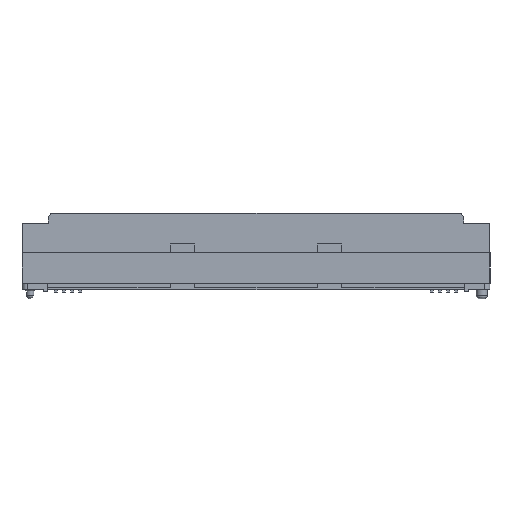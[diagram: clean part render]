
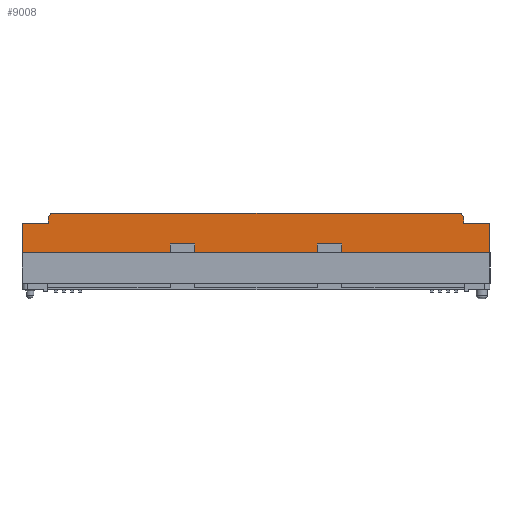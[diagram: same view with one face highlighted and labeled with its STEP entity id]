
A CAD part, front view. The second image highlights one B-rep face of the part: STEP entity #9008.
In plain terms, the highlighted planar face has unit normal (0, -1, 0).
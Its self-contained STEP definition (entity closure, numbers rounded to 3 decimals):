
#643=FACE_OUTER_BOUND($,#1177,.T.);
#1177=EDGE_LOOP($,(#7863,#7864,#7865,#7866,#7867,#7868,#7869,#7870,#7871,
#7872,#7873,#7874,#7875,#7876,#7877,#7878,#7879,#7880));
#2129=LINE($,#13992,#3306);
#2133=LINE($,#14001,#3310);
#2138=LINE($,#14011,#3315);
#2163=LINE($,#14064,#3340);
#2177=LINE($,#14092,#3354);
#2202=LINE($,#14149,#3379);
#2219=LINE($,#14191,#3396);
#2221=LINE($,#14195,#3398);
#2227=LINE($,#14206,#3404);
#2229=LINE($,#14211,#3406);
#2242=LINE($,#14243,#3419);
#2322=LINE($,#14444,#3499);
#2323=LINE($,#14448,#3500);
#2324=LINE($,#14449,#3501);
#2325=LINE($,#14451,#3502);
#2326=LINE($,#14452,#3503);
#2327=LINE($,#14453,#3504);
#2328=LINE($,#14454,#3505);
#3306=VECTOR($,#11451,2.4);
#3310=VECTOR($,#11457,2.4);
#3315=VECTOR($,#11464,0.85);
#3340=VECTOR($,#11509,40.15);
#3354=VECTOR($,#11531,2.88);
#3379=VECTOR($,#11580,2.575);
#3396=VECTOR($,#11625,0.537);
#3398=VECTOR($,#11629,0.5);
#3404=VECTOR($,#11639,0.5);
#3406=VECTOR($,#11643,0.537);
#3419=VECTOR($,#11666,2.575);
#3499=VECTOR($,#11886,0.85);
#3500=VECTOR($,#11889,14.5);
#3501=VECTOR($,#11890,0.85);
#3502=VECTOR($,#11891,0.85);
#3503=VECTOR($,#11892,12.);
#3504=VECTOR($,#11893,14.5);
#3505=VECTOR($,#11894,2.88);
#4171=VERTEX_POINT($,#13990);
#4172=VERTEX_POINT($,#13991);
#4175=VERTEX_POINT($,#13999);
#4176=VERTEX_POINT($,#14000);
#4180=VERTEX_POINT($,#14009);
#4197=VERTEX_POINT($,#14061);
#4198=VERTEX_POINT($,#14063);
#4207=VERTEX_POINT($,#14088);
#4208=VERTEX_POINT($,#14090);
#4228=VERTEX_POINT($,#14147);
#4239=VERTEX_POINT($,#14189);
#4243=VERTEX_POINT($,#14204);
#4245=VERTEX_POINT($,#14209);
#4259=VERTEX_POINT($,#14241);
#4310=VERTEX_POINT($,#14442);
#4311=VERTEX_POINT($,#14446);
#4312=VERTEX_POINT($,#14447);
#4313=VERTEX_POINT($,#14450);
#5286=EDGE_CURVE($,#4171,#4172,#2129,.T.);
#5290=EDGE_CURVE($,#4175,#4176,#2133,.T.);
#5295=EDGE_CURVE($,#4176,#4180,#2138,.T.);
#5320=EDGE_CURVE($,#4197,#4198,#2163,.T.);
#5334=EDGE_CURVE($,#4208,#4207,#2177,.T.);
#5363=EDGE_CURVE($,#4228,#4208,#2202,.T.);
#5384=EDGE_CURVE($,#4239,#4228,#2219,.T.);
#5386=EDGE_CURVE($,#4239,#4198,#2221,.T.);
#5392=EDGE_CURVE($,#4197,#4243,#2227,.T.);
#5394=EDGE_CURVE($,#4245,#4243,#2229,.T.);
#5411=EDGE_CURVE($,#4259,#4245,#2242,.T.);
#5511=EDGE_CURVE($,#4310,#4175,#2322,.T.);
#5512=EDGE_CURVE($,#4311,#4312,#2323,.T.);
#5513=EDGE_CURVE($,#4312,#4171,#2324,.T.);
#5514=EDGE_CURVE($,#4172,#4313,#2325,.T.);
#5515=EDGE_CURVE($,#4313,#4310,#2326,.T.);
#5516=EDGE_CURVE($,#4180,#4207,#2327,.T.);
#5517=EDGE_CURVE($,#4311,#4259,#2328,.T.);
#7863=ORIENTED_EDGE($,*,*,#5512,.T.);
#7864=ORIENTED_EDGE($,*,*,#5513,.T.);
#7865=ORIENTED_EDGE($,*,*,#5286,.T.);
#7866=ORIENTED_EDGE($,*,*,#5514,.T.);
#7867=ORIENTED_EDGE($,*,*,#5515,.T.);
#7868=ORIENTED_EDGE($,*,*,#5511,.T.);
#7869=ORIENTED_EDGE($,*,*,#5290,.T.);
#7870=ORIENTED_EDGE($,*,*,#5295,.T.);
#7871=ORIENTED_EDGE($,*,*,#5516,.T.);
#7872=ORIENTED_EDGE($,*,*,#5334,.F.);
#7873=ORIENTED_EDGE($,*,*,#5363,.F.);
#7874=ORIENTED_EDGE($,*,*,#5384,.F.);
#7875=ORIENTED_EDGE($,*,*,#5386,.T.);
#7876=ORIENTED_EDGE($,*,*,#5320,.F.);
#7877=ORIENTED_EDGE($,*,*,#5392,.T.);
#7878=ORIENTED_EDGE($,*,*,#5394,.F.);
#7879=ORIENTED_EDGE($,*,*,#5411,.F.);
#7880=ORIENTED_EDGE($,*,*,#5517,.F.);
#8485=PLANE($,#9651);
#9008=ADVANCED_FACE($,(#643),#8485,.T.);
#9651=AXIS2_PLACEMENT_3D($,#14445,#11887,#11888);
#11451=DIRECTION($,(1.,0.,0.));
#11457=DIRECTION($,(1.,0.,0.));
#11464=DIRECTION($,(0.,0.,-1.));
#11509=DIRECTION($,(1.,0.,0.));
#11531=DIRECTION($,(0.,0.,-1.));
#11580=DIRECTION($,(1.,0.,0.));
#11625=DIRECTION($,(0.,0.,-1.));
#11629=DIRECTION($,(-0.5,0.,0.866));
#11639=DIRECTION($,(-0.5,0.,-0.866));
#11643=DIRECTION($,(0.,0.,1.));
#11666=DIRECTION($,(1.,0.,0.));
#11886=DIRECTION($,(0.,0.,1.));
#11887=DIRECTION('center_axis',(0.,-1.,0.));
#11888=DIRECTION('ref_axis',(1.,0.,0.));
#11889=DIRECTION($,(1.,0.,0.));
#11890=DIRECTION($,(0.,0.,1.));
#11891=DIRECTION($,(0.,0.,-1.));
#11892=DIRECTION($,(1.,0.,0.));
#11893=DIRECTION($,(1.,0.,0.));
#11894=DIRECTION($,(0.,0.,1.));
#13990=CARTESIAN_POINT('',(-8.4,-2.5,4.7));
#13991=CARTESIAN_POINT('',(-6.,-2.5,4.7));
#13992=CARTESIAN_POINT($,(-8.4,-2.5,4.7));
#13999=CARTESIAN_POINT('',(6.,-2.5,4.7));
#14000=CARTESIAN_POINT('',(8.4,-2.5,4.7));
#14001=CARTESIAN_POINT($,(6.,-2.5,4.7));
#14009=CARTESIAN_POINT('',(8.4,-2.5,3.85));
#14011=CARTESIAN_POINT($,(8.4,-2.5,4.7));
#14061=CARTESIAN_POINT('',(-20.075,-2.5,7.7));
#14063=CARTESIAN_POINT('',(20.075,-2.5,7.7));
#14064=CARTESIAN_POINT($,(-20.075,-2.5,7.7));
#14088=CARTESIAN_POINT('',(22.9,-2.5,3.85));
#14090=CARTESIAN_POINT('',(22.9,-2.5,6.73));
#14092=CARTESIAN_POINT($,(22.9,-2.5,6.73));
#14147=CARTESIAN_POINT('',(20.325,-2.5,6.73));
#14149=CARTESIAN_POINT($,(20.325,-2.5,6.73));
#14189=CARTESIAN_POINT('',(20.325,-2.5,7.267));
#14191=CARTESIAN_POINT($,(20.325,-2.5,7.267));
#14195=CARTESIAN_POINT($,(20.325,-2.5,7.267));
#14204=CARTESIAN_POINT('',(-20.325,-2.5,7.267));
#14206=CARTESIAN_POINT($,(-20.075,-2.5,7.7));
#14209=CARTESIAN_POINT('',(-20.325,-2.5,6.73));
#14211=CARTESIAN_POINT($,(-20.325,-2.5,6.73));
#14241=CARTESIAN_POINT('',(-22.9,-2.5,6.73));
#14243=CARTESIAN_POINT($,(-22.9,-2.5,6.73));
#14442=CARTESIAN_POINT('',(6.,-2.5,3.85));
#14444=CARTESIAN_POINT($,(6.,-2.5,3.45));
#14445=CARTESIAN_POINT('Origin',(0.,-2.5,5.575));
#14446=CARTESIAN_POINT('',(-22.9,-2.5,3.85));
#14447=CARTESIAN_POINT('',(-8.4,-2.5,3.85));
#14448=CARTESIAN_POINT($,(0.,-2.5,3.85));
#14449=CARTESIAN_POINT($,(-8.4,-2.5,3.45));
#14450=CARTESIAN_POINT('',(-6.,-2.5,3.85));
#14451=CARTESIAN_POINT($,(-6.,-2.5,4.7));
#14452=CARTESIAN_POINT($,(0.,-2.5,3.85));
#14453=CARTESIAN_POINT($,(0.,-2.5,3.85));
#14454=CARTESIAN_POINT($,(-22.9,-2.5,3.85));
